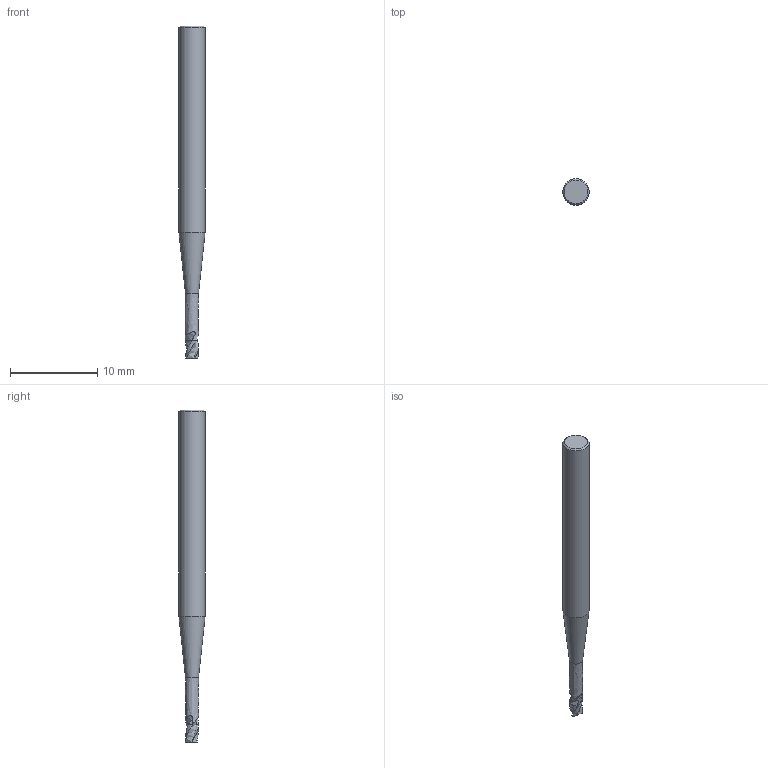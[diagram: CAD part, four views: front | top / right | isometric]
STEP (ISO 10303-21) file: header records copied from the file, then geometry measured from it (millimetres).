
FILE_DESCRIPTION(('STEP'), '1');
FILE_NAME('2510060015.stp', '2023-01-10T15:23:35', ('TDM Systems GmbH'), ('TDM Systems GmbH'), 'HarmonyWare STEP v2.1.2-dev Express v3.0.0.0', 'TDM', 'Unknown');
FILE_SCHEMA(('AUTOMOTIVE_DESIGN'));
Length unit declared in the file: millimetre
Products named in the file (1): NONE
Bounding box: 3 x 3 x 38 mm (x, y, z)
Volume: 206.7 mm3; surface area: 317.1 mm2
Topology: 2 solids, 2 shells, 25 faces, 70 edges, 54 vertices
Faces by surface type: bspline 21, plane 4
Entity records: 1963 total; most frequent: CARTESIAN_POINT 1362, ORIENTED_EDGE 132, DIRECTION 75, EDGE_CURVE 66, VERTEX_POINT 45, LINE 31, VECTOR 31, ADVANCED_FACE 25
